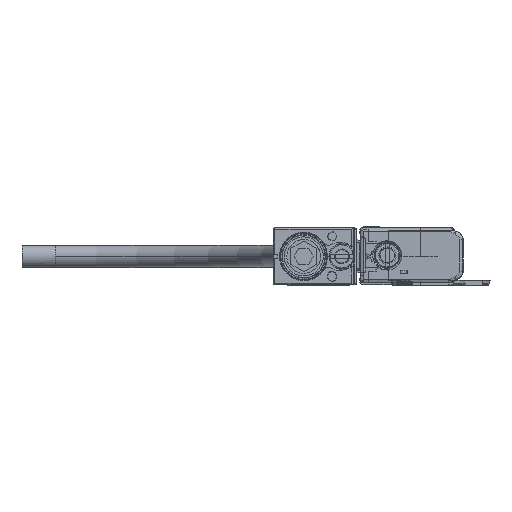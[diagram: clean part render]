
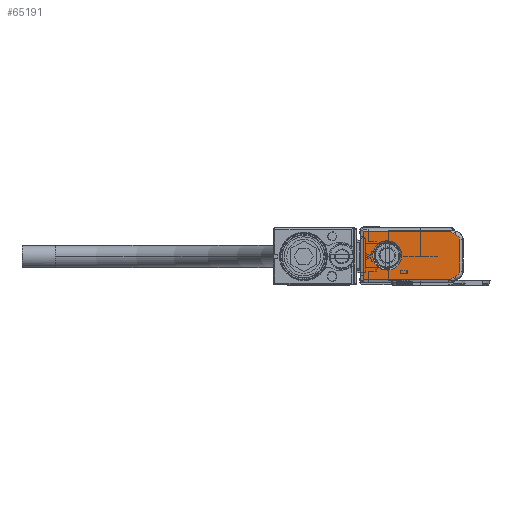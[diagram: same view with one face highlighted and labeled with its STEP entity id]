
A CAD part, left-side view. The second image highlights one B-rep face of the part: STEP entity #65191.
In plain terms, the highlighted planar face has unit normal (-1, 0, 0).
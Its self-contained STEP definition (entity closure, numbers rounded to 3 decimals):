
#65099=AXIS2_PLACEMENT_3D('Plane Axis2P3D',#65096,#65097,#65098) ;
#65123=AXIS2_PLACEMENT_3D('Circle Axis2P3D',#65121,#65122,$) ;
#65137=AXIS2_PLACEMENT_3D('Circle Axis2P3D',#65135,#65136,$) ;
#65167=AXIS2_PLACEMENT_3D('Circle Axis2P3D',#65165,#65166,$) ;
#65176=AXIS2_PLACEMENT_3D('Circle Axis2P3D',#65174,#65175,$) ;
#65183=AXIS2_PLACEMENT_3D('Circle Axis2P3D',#65181,#65182,$) ;
#62356=CARTESIAN_POINT('Vertex',(-1476.,30.2,0.2)) ;
#62365=CARTESIAN_POINT('Vertex',(-1476.,3.814,0.2)) ;
#62368=CARTESIAN_POINT('Line Origine',(-1476.,15.7,0.2)) ;
#62547=CARTESIAN_POINT('Vertex',(-1476.,30.2,14.8)) ;
#62550=CARTESIAN_POINT('Line Origine',(-1476.,30.2,7.5)) ;
#62645=CARTESIAN_POINT('Vertex',(-1476.,3.814,14.8)) ;
#62648=CARTESIAN_POINT('Line Origine',(-1476.,15.7,14.8)) ;
#62709=CARTESIAN_POINT('Line Origine',(-1476.,1.067,12.053)) ;
#62713=CARTESIAN_POINT('Vertex',(-1476.,3.119,14.104)) ;
#65096=CARTESIAN_POINT('Axis2P3D Location',(-1476.,0.2,7.5)) ;
#65101=CARTESIAN_POINT('Line Origine',(-1476.,3.466,0.548)) ;
#65105=CARTESIAN_POINT('Vertex',(-1476.,3.119,0.896)) ;
#65109=CARTESIAN_POINT('Control Point',(-1476.,3.119,0.896)) ;
#65110=CARTESIAN_POINT('Control Point',(-1476.,3.044,0.97)) ;
#65111=CARTESIAN_POINT('Control Point',(-1476.,2.961,1.035)) ;
#65112=CARTESIAN_POINT('Control Point',(-1476.,2.87,1.089)) ;
#65113=CARTESIAN_POINT('Control Point',(-1476.,2.748,1.142)) ;
#65114=CARTESIAN_POINT('Control Point',(-1476.,2.621,1.175)) ;
#65115=CARTESIAN_POINT('Control Point',(-1476.,2.596,1.18)) ;
#65116=CARTESIAN_POINT('Control Point',(-1476.,2.57,1.185)) ;
#65117=CARTESIAN_POINT('Control Point',(-1476.,2.544,1.19)) ;
#65118=CARTESIAN_POINT('Vertex',(-1476.,2.544,1.19)) ;
#65121=CARTESIAN_POINT('Axis2P3D Location',(-1476.,2.8,2.769)) ;
#65125=CARTESIAN_POINT('Vertex',(-1476.,1.2,2.769)) ;
#65128=CARTESIAN_POINT('Line Origine',(-1476.,1.2,7.5)) ;
#65132=CARTESIAN_POINT('Vertex',(-1476.,1.2,12.231)) ;
#65135=CARTESIAN_POINT('Axis2P3D Location',(-1476.,2.8,12.231)) ;
#65139=CARTESIAN_POINT('Vertex',(-1476.,2.544,13.81)) ;
#65143=CARTESIAN_POINT('Control Point',(-1476.,2.544,13.81)) ;
#65144=CARTESIAN_POINT('Control Point',(-1476.,2.648,13.827)) ;
#65145=CARTESIAN_POINT('Control Point',(-1476.,2.749,13.857)) ;
#65146=CARTESIAN_POINT('Control Point',(-1476.,2.846,13.899)) ;
#65147=CARTESIAN_POINT('Control Point',(-1476.,2.96,13.967)) ;
#65148=CARTESIAN_POINT('Control Point',(-1476.,3.061,14.05)) ;
#65149=CARTESIAN_POINT('Control Point',(-1476.,3.081,14.068)) ;
#65150=CARTESIAN_POINT('Control Point',(-1476.,3.1,14.086)) ;
#65151=CARTESIAN_POINT('Control Point',(-1476.,3.119,14.104)) ;
#65165=CARTESIAN_POINT('Axis2P3D Location',(-1476.,23.,7.5)) ;
#65169=CARTESIAN_POINT('Vertex',(-1476.,23.,11.9)) ;
#65171=CARTESIAN_POINT('Vertex',(-1476.,23.,3.1)) ;
#65174=CARTESIAN_POINT('Axis2P3D Location',(-1476.,23.,7.5)) ;
#65178=CARTESIAN_POINT('Vertex',(-1476.,24.895,11.471)) ;
#65181=CARTESIAN_POINT('Axis2P3D Location',(-1476.,23.,7.5)) ;
#62369=DIRECTION('Vector Direction',(0.,-1.,0.)) ;
#62551=DIRECTION('Vector Direction',(0.,0.,-1.)) ;
#62649=DIRECTION('Vector Direction',(0.,1.,0.)) ;
#62710=DIRECTION('Vector Direction',(0.,0.707,0.707)) ;
#65097=DIRECTION('Axis2P3D Direction',(1.,0.,0.)) ;
#65098=DIRECTION('Axis2P3D XDirection',(0.,0.,1.)) ;
#65102=DIRECTION('Vector Direction',(0.,-0.707,0.707)) ;
#65122=DIRECTION('Axis2P3D Direction',(1.,0.,0.)) ;
#65129=DIRECTION('Vector Direction',(0.,0.,1.)) ;
#65136=DIRECTION('Axis2P3D Direction',(1.,0.,0.)) ;
#65166=DIRECTION('Axis2P3D Direction',(1.,0.,0.)) ;
#65175=DIRECTION('Axis2P3D Direction',(1.,0.,0.)) ;
#65182=DIRECTION('Axis2P3D Direction',(1.,0.,0.)) ;
#62370=VECTOR('Line Direction',#62369,1.) ;
#62552=VECTOR('Line Direction',#62551,1.) ;
#62650=VECTOR('Line Direction',#62649,1.) ;
#62711=VECTOR('Line Direction',#62710,1.) ;
#65103=VECTOR('Line Direction',#65102,1.) ;
#65130=VECTOR('Line Direction',#65129,1.) ;
#65154=ORIENTED_EDGE('',*,*,#62652,.F.) ;
#65155=ORIENTED_EDGE('',*,*,#62554,.F.) ;
#65156=ORIENTED_EDGE('',*,*,#62372,.F.) ;
#65157=ORIENTED_EDGE('',*,*,#65107,.F.) ;
#65158=ORIENTED_EDGE('',*,*,#65120,.F.) ;
#65159=ORIENTED_EDGE('',*,*,#65127,.F.) ;
#65160=ORIENTED_EDGE('',*,*,#65134,.F.) ;
#65161=ORIENTED_EDGE('',*,*,#65141,.F.) ;
#65162=ORIENTED_EDGE('',*,*,#65152,.F.) ;
#65163=ORIENTED_EDGE('',*,*,#62715,.F.) ;
#65187=ORIENTED_EDGE('',*,*,#65173,.T.) ;
#65188=ORIENTED_EDGE('',*,*,#65180,.T.) ;
#65189=ORIENTED_EDGE('',*,*,#65185,.T.) ;
#65190=FACE_BOUND('',#65186,.T.) ;
#65191=ADVANCED_FACE('Brep With Voids',(#65164,#65190),#65100,.F.) ;
#65108=B_SPLINE_CURVE_WITH_KNOTS('',5,(#65109,#65110,#65111,#65112,#65113,#65114,#65115,#65116,#65117),.UNSPECIFIED.,.F.,.U.,(6,3,6),(0.,0.743,0.929),.UNSPECIFIED.) ;
#65142=B_SPLINE_CURVE_WITH_KNOTS('',5,(#65143,#65144,#65145,#65146,#65147,#65148,#65149,#65150,#65151),.UNSPECIFIED.,.F.,.U.,(6,3,6),(0.,0.743,0.929),.UNSPECIFIED.) ;
#65124=CIRCLE('generated circle',#65123,1.6) ;
#65138=CIRCLE('generated circle',#65137,1.6) ;
#65168=CIRCLE('generated circle',#65167,4.4) ;
#65177=CIRCLE('generated circle',#65176,4.4) ;
#65184=CIRCLE('generated circle',#65183,4.4) ;
#62372=EDGE_CURVE('',#62366,#62357,#62371,.F.) ;
#62554=EDGE_CURVE('',#62357,#62548,#62553,.F.) ;
#62652=EDGE_CURVE('',#62548,#62646,#62651,.F.) ;
#62715=EDGE_CURVE('',#62646,#62714,#62712,.F.) ;
#65107=EDGE_CURVE('',#65106,#62366,#65104,.F.) ;
#65120=EDGE_CURVE('',#65119,#65106,#65108,.F.) ;
#65127=EDGE_CURVE('',#65126,#65119,#65124,.T.) ;
#65134=EDGE_CURVE('',#65133,#65126,#65131,.F.) ;
#65141=EDGE_CURVE('',#65140,#65133,#65138,.T.) ;
#65152=EDGE_CURVE('',#62714,#65140,#65142,.F.) ;
#65173=EDGE_CURVE('',#65170,#65172,#65168,.T.) ;
#65180=EDGE_CURVE('',#65172,#65179,#65177,.T.) ;
#65185=EDGE_CURVE('',#65179,#65170,#65184,.T.) ;
#65153=EDGE_LOOP('',(#65154,#65155,#65156,#65157,#65158,#65159,#65160,#65161,#65162,#65163)) ;
#65186=EDGE_LOOP('',(#65187,#65188,#65189)) ;
#65164=FACE_OUTER_BOUND('',#65153,.T.) ;
#62371=LINE('Line',#62368,#62370) ;
#62553=LINE('Line',#62550,#62552) ;
#62651=LINE('Line',#62648,#62650) ;
#62712=LINE('Line',#62709,#62711) ;
#65104=LINE('Line',#65101,#65103) ;
#65131=LINE('Line',#65128,#65130) ;
#65100=PLANE('Plane',#65099) ;
#62357=VERTEX_POINT('',#62356) ;
#62366=VERTEX_POINT('',#62365) ;
#62548=VERTEX_POINT('',#62547) ;
#62646=VERTEX_POINT('',#62645) ;
#62714=VERTEX_POINT('',#62713) ;
#65106=VERTEX_POINT('',#65105) ;
#65119=VERTEX_POINT('',#65118) ;
#65126=VERTEX_POINT('',#65125) ;
#65133=VERTEX_POINT('',#65132) ;
#65140=VERTEX_POINT('',#65139) ;
#65170=VERTEX_POINT('',#65169) ;
#65172=VERTEX_POINT('',#65171) ;
#65179=VERTEX_POINT('',#65178) ;
